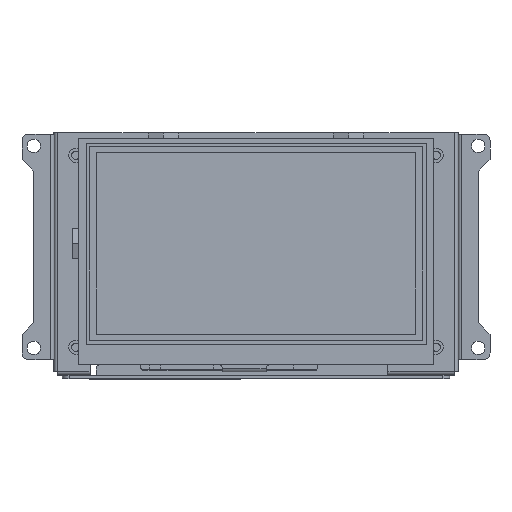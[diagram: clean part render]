
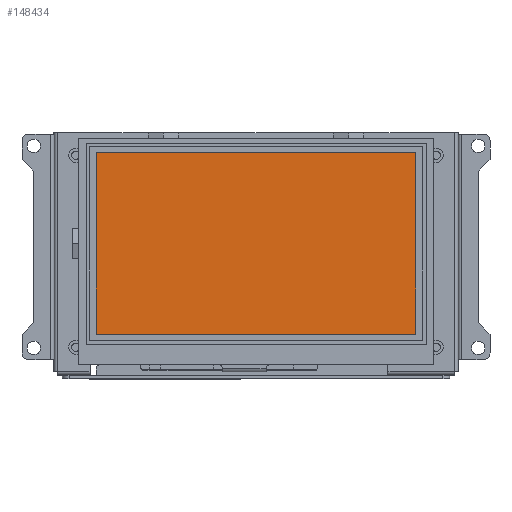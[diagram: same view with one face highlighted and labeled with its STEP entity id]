
A CAD part, top view. The second image highlights one B-rep face of the part: STEP entity #148434.
In plain terms, the highlighted planar face has unit normal (0, 0, 1).
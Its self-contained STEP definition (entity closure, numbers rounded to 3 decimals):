
#4436=FACE_OUTER_BOUND('',#12426,.T.);
#12426=EDGE_LOOP('',(#97694,#97695,#97696,#97697));
#23570=LINE('',#207404,#41863);
#23571=LINE('',#207406,#41864);
#23572=LINE('',#207408,#41865);
#23573=LINE('',#207409,#41866);
#41863=VECTOR('',#167102,10.);
#41864=VECTOR('',#167103,10.);
#41865=VECTOR('',#167104,10.);
#41866=VECTOR('',#167105,10.);
#60216=VERTEX_POINT('',#207402);
#60217=VERTEX_POINT('',#207403);
#60218=VERTEX_POINT('',#207405);
#60219=VERTEX_POINT('',#207407);
#74983=EDGE_CURVE('',#60216,#60217,#23570,.T.);
#74984=EDGE_CURVE('',#60217,#60218,#23571,.T.);
#74985=EDGE_CURVE('',#60218,#60219,#23572,.T.);
#74986=EDGE_CURVE('',#60219,#60216,#23573,.T.);
#97694=ORIENTED_EDGE('',*,*,#74983,.T.);
#97695=ORIENTED_EDGE('',*,*,#74984,.T.);
#97696=ORIENTED_EDGE('',*,*,#74985,.T.);
#97697=ORIENTED_EDGE('',*,*,#74986,.T.);
#142383=PLANE('',#156480);
#148434=ADVANCED_FACE('',(#4436),#142383,.T.);
#156480=AXIS2_PLACEMENT_3D('',#207401,#167100,#167101);
#167100=DIRECTION('center_axis',(0.,0.,
1.));
#167101=DIRECTION('ref_axis',(1.,0.,0.));
#167102=DIRECTION('',(0.,-1.,0.));
#167103=DIRECTION('',(1.,0.,0.));
#167104=DIRECTION('',(0.,1.,0.));
#167105=DIRECTION('',(-1.,0.,0.));
#207401=CARTESIAN_POINT('Origin',(0.,-2.45,
7.62));
#207402=CARTESIAN_POINT('',(-47.52,26.95,7.62));
#207403=CARTESIAN_POINT('',(-47.52,-26.91,7.62));
#207404=CARTESIAN_POINT('',(-47.52,12.25,7.62));
#207405=CARTESIAN_POINT('',(47.52,-26.91,7.62));
#207406=CARTESIAN_POINT('',(-23.76,-26.91,7.62));
#207407=CARTESIAN_POINT('',(47.52,26.95,7.62));
#207408=CARTESIAN_POINT('',(47.52,-14.68,7.62));
#207409=CARTESIAN_POINT('',(23.76,26.95,7.62));
